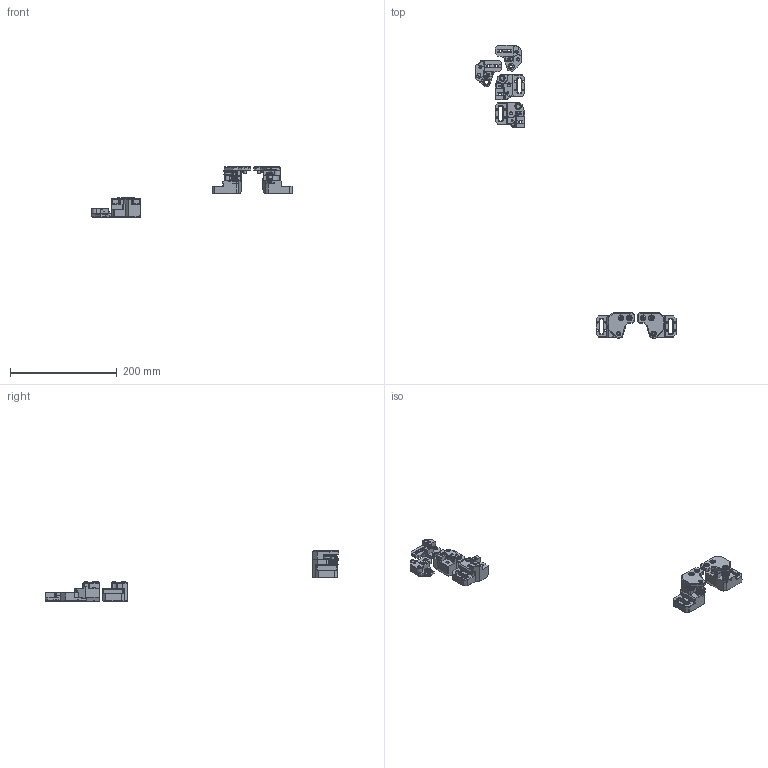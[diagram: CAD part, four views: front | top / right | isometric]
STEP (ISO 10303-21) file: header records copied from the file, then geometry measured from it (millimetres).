
FILE_DESCRIPTION(/* description */ (''),/* implementation_level */ '2;1');
FILE_NAME(/* name */ 'XY_Joints_LiveIdlers v4.step',/* time_stamp */ '2024-11-11T06:55:25-08:00',/* author */ (''),/* organization */ (''),/* preprocessor_version */ 'ST-DEVELOPER v20',/* originating_system */ 'Autodesk Translation Framework v13.20.0.188',/* authorisation */ '');
FILE_SCHEMA (('AUTOMOTIVE_DESIGN { 1 0 10303 214 3 1 1 }'));
Products named in the file (29): XY_Joints_LiveIdlers; XY_Joint_Left; Smooth Idler Assembly (1); F695 Bearing Stack (1); F695 Bearing (1); Toothed Idler Assembly (1); GT2 20T 6mm - Dehubbed (1); 5x10x1 Shim (2); 5x30mm Dowel Pin (1); MR115 Bearing (1); Left_Hardware; XY_Joint_Right; Toothed Idler Assembly; GT2 20T 6mm - Dehubbed; 5x10x1 Shim (1); 5x30mm Dowel Pin; MR115 Bearing; 5x10x1 Shim (1) (1); Right_Hardware; M5x10 BHCS; M3 Threaded Insert; M5x16 BHCS; M3x40 SHCS; Arrange; Envelope1(Qty: 1); Left_Lower; Left_Upper; Right_lower; Right_Upper
Assembly tree (49 placements, depth 5):
  XY_Joints_LiveIdlers
    XY_Joint_Left
      Smooth Idler Assembly (1)
        5x30mm Dowel Pin (1)
        F695 Bearing Stack (1)
          5x10x1 Shim (2)  x2
          F695 Bearing (1)  x2
      Toothed Idler Assembly (1)
        GT2 20T 6mm - Dehubbed (1)
        MR115 Bearing (1)  x2
        5x10x1 Shim (1) (1)
        5x10x1 Shim (2)
        5x30mm Dowel Pin (1)
      Left_Lower
      Left_Hardware
        M5x10 BHCS  x2
        M3 Threaded Insert  x2
        M3x40 SHCS  x2
        M5x16 BHCS
      Left_Upper
    XY_Joint_Right
      Toothed Idler Assembly
        GT2 20T 6mm - Dehubbed
        MR115 Bearing  x2
        5x10x1 Shim (1)
        5x30mm Dowel Pin
        5x10x1 Shim (1) (1)
      Right_Hardware
        M5x10 BHCS  x2
        M3 Threaded Insert  x2
        M5x16 BHCS
        M3x40 SHCS  x2
      Right_lower
      Right_Upper
    Arrange
      Envelope1(Qty: 1)
        Left_Lower
        Left_Upper
        Right_lower
        Right_Upper
Bounding box: 375.95 x 549.8 x 94 mm (x, y, z)
Volume: 245185.9 mm3; surface area: 87686.1 mm2
Topology: 43 solids, 43 shells, 2962 faces, 7426 edges, 4660 vertices
Faces by surface type: plane 1132, cylinder 912, cone 598, bspline 314, sphere 6
Full cylindrical faces by diameter (mm): 2.8 x8, 2.9 x4, 3 x8, 3.4 x24, 4.1 x4, 4.25 x8, 4.7 x8, 4.98 x3, 5 x14, 5.2 x8, 5.4 x19, 5.5 x4, 6 x18, 6.5 x4, 7.2 x2, 8 x2, 9.5 x6, 10 x34, 11 x4, 11.2 x6, 11.3 x2, 11.5 x4, 13 x2, 15 x2, 16 x4
Entity records: 48839 total; most frequent: CARTESIAN_POINT 13098, DIRECTION 7720, ORIENTED_EDGE 7146, EDGE_CURVE 3573, AXIS2_PLACEMENT_3D 2937, VERTEX_POINT 2245, LINE 1846, VECTOR 1846
